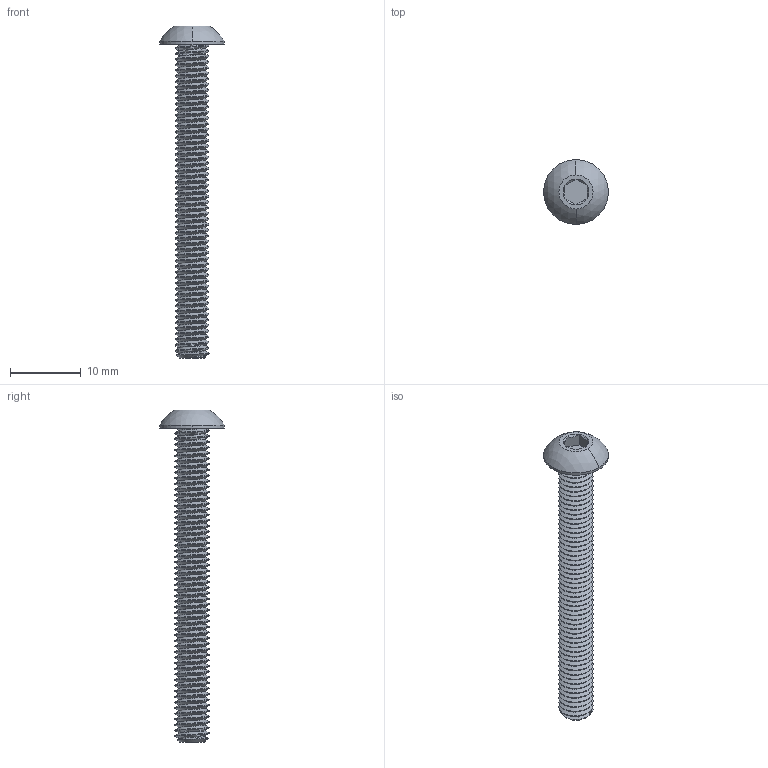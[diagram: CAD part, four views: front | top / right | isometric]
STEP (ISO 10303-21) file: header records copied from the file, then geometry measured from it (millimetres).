
FILE_DESCRIPTION (( 'STEP AP203' ), '1' );
FILE_NAME ('WCP-0258.STEP', '2021-05-12T23:27:53', ( '' ), ( '' ), 'SwSTEP 2.0', 'SolidWorks 2020', '' );
FILE_SCHEMA (( 'CONFIG_CONTROL_DESIGN' ));
Length unit declared in the file: inch
Products named in the file (1): WCP-0258
Bounding box: 9.17 x 9.17 x 47.02 mm (x, y, z)
Volume: 760.8 mm3; surface area: 1231 mm2
Topology: 1 solids, 1 shells, 138 faces, 391 edges, 258 vertices
Faces by surface type: cylinder 113, cone 10, plane 10, bspline 3, sphere 2
Entity records: 11607 total; most frequent: CARTESIAN_POINT 8650, ORIENTED_EDGE 780, DIRECTION 442, EDGE_CURVE 390, VERTEX_POINT 256, AXIS2_PLACEMENT_3D 157, EDGE_LOOP 140, ADVANCED_FACE 138
